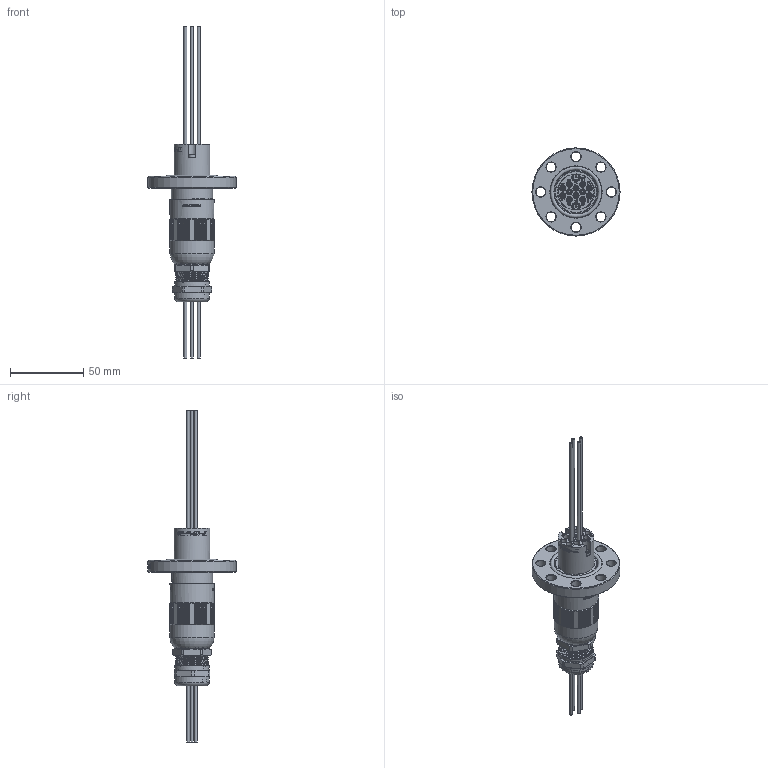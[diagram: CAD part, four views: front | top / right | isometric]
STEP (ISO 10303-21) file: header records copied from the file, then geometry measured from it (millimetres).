
FILE_DESCRIPTION (( 'STEP AP214' ), '1' );
FILE_NAME ('外发模型(带插头+护线筒)-S-HF25-1216.STEP', '2024-08-27T08:01:54', ( '' ), ( '' ), 'SwSTEP 2.0', 'SolidWorks 2020', '' );
FILE_SCHEMA (( 'AUTOMOTIVE_DESIGN' ));
Length unit declared in the file: millimetre
Products named in the file (24): 誘盄芠-CPC-M28D14; 外发模型(带插头+护线筒)-S-HF25-1216; M3-16-4 - 坋趼芛; 誘盄芠俋褲-CPC-M28D14; O型密封圈-HF25-300; 囀郋彶踡蛈 10-14; 誘盄芠囀郋-FTL14-M20NX; 俋楷耀倰-Z-XF-12P16-AIR-PPS; 俋楷耀倰-XF-12P16-AIR-PPS; NDL-D16L190; 外发模型-母针卡爪-1615; FL-HF25-D28-PRES; 俋楷耀倰-FL-S-D28-1216-L75-L85; 俋楷耀倰-CFG+萇盄-1.5; 俋楷耀倰-S-D28-1216-L75-L85; 俋楷耀倰-XF-12P16-VAC-PPS; 俋楷耀倰-CFG-1615; 誘盄芠蹟簽-LT14-PG16; 萇盄蝶々-1.5; 萇盄囀郋-1.5; 俋楷耀倰-Z-XF-12P16-VAC-PPS; 囀郋躇猾杶 10-14; 俋楷耀倰-BLANK-CFG-1615; 俋楷耀倰-Z-S-D28-1216-L75-L85
Assembly tree (44 placements, depth 6):
  外发模型(带插头+护线筒)-S-HF25-1216
    FL-HF25-D28-PRES
    俋楷耀倰-Z-S-D28-1216-L75-L85
      俋楷耀倰-S-D28-1216-L75-L85
        俋楷耀倰-FL-S-D28-1216-L75-L85
        NDL-D16L190  x12
      俋楷耀倰-Z-XF-12P16-VAC-PPS
        俋楷耀倰-XF-12P16-VAC-PPS
        M3-16-4 - 坋趼芛  x2
        俋楷耀倰-CFG+萇盄-1.5  x4
          萇盄蝶々-1.5
          萇盄囀郋-1.5
          俋楷耀倰-CFG-1615
            俋楷耀倰-BLANK-CFG-1615
            外发模型-母针卡爪-1615
      俋楷耀倰-Z-XF-12P16-AIR-PPS
        俋楷耀倰-XF-12P16-AIR-PPS
        M3-16-4 - 坋趼芛  x2
        俋楷耀倰-CFG+萇盄-1.5  x4
          萇盄蝶々-1.5
          萇盄囀郋-1.5
          俋楷耀倰-CFG-1615
            俋楷耀倰-BLANK-CFG-1615
            外发模型-母针卡爪-1615
      誘盄芠-CPC-M28D14
        誘盄芠俋褲-CPC-M28D14
        誘盄芠囀郋-FTL14-M20NX
          誘盄芠蹟簽-LT14-PG16
          囀郋躇猾杶 10-14
          囀郋彶踡蛈 10-14
    O型密封圈-HF25-300
Bounding box: 60 x 60 x 226.3 mm (x, y, z)
Volume: 56451.8 mm3; surface area: 62236.5 mm2
Topology: 73 solids, 73 shells, 1525 faces, 4547 edges, 3429 vertices
Faces by surface type: plane 876, cylinder 429, bspline 102, cone 75, torus 43
Full cylindrical faces by diameter (mm): 0.6 x8, 1.38 x16, 1.56 x12, 1.6 x20, 1.8 x4, 1.98 x8, 2 x8, 2.3 x8, 2.5 x60, 2.7 x8, 2.8 x32, 3.4 x8, 3.5 x12, 4.1 x24, 4.5 x4, 6.6 x8, 14.2 x2, 14.5 x1, 17.4 x2, 19.2 x1, 19.3 x1, 19.7 x1, 20 x1, 23.7 x3, 24.5 x2, 26.5 x1, 28 x5, 28.5 x1, 30 x3, 35.4 x1
Entity records: 65713 total; most frequent: CARTESIAN_POINT 36507, ORIENTED_EDGE 6672, DIRECTION 4470, EDGE_CURVE 3336, VERTEX_POINT 2753, AXIS2_PLACEMENT_3D 1610, EDGE_LOOP 1477, B_SPLINE_CURVE_WITH_KNOTS 1401
